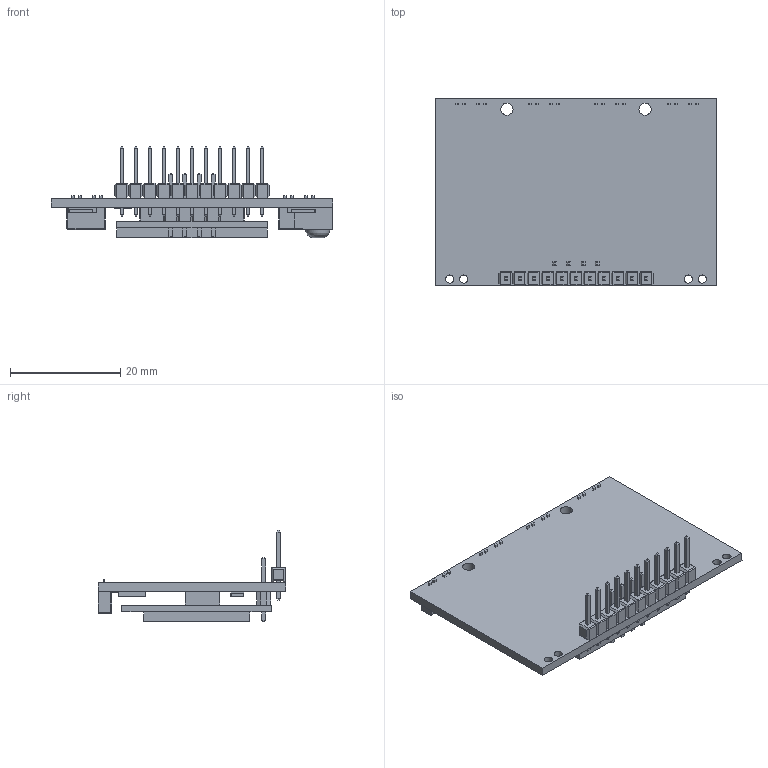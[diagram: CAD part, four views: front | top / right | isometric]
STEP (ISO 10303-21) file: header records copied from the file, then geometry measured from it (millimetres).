
FILE_DESCRIPTION(/* description */ (''),/* implementation_level */ '2;1');
FILE_NAME(/* name */ 'EduBot_ExpansionBoard.stp',/* time_stamp */ '2019-03-03T21:57:23+09:00',/* author */ ('tlsru'),/* organization */ (''),/* preprocessor_version */ 'ST-DEVELOPER v15.6',/* originating_system */ 'Autodesk Inventor 2015',/* authorisation */ '');
FILE_SCHEMA (('AUTOMOTIVE_DESIGN { 1 0 10303 214 3 1 1 }'));
Length unit declared in the file: millimetre
Products named in the file (1): 부품4
Bounding box: 51 x 34 x 16.59 mm (x, y, z)
Surface area: 7402.3 mm2 (no closed solid volume)
Topology: 0 solids, 33 shells, 881 faces, 2176 edges, 1450 vertices
Faces by surface type: plane 745, cylinder 119, sphere 16, bspline 1
Full cylindrical faces by diameter (mm): 0.2 x2, 0.4 x2, 1.5 x23, 2 x4, 2.2 x2, 3 x2, 3.5 x2
Entity records: 26385 total; most frequent: CARTESIAN_POINT 4787, DIRECTION 4183, ORIENTED_EDGE 4116, EDGE_CURVE 2082, LINE 1817, VECTOR 1817, VERTEX_POINT 1338, AXIS2_PLACEMENT_3D 1183
